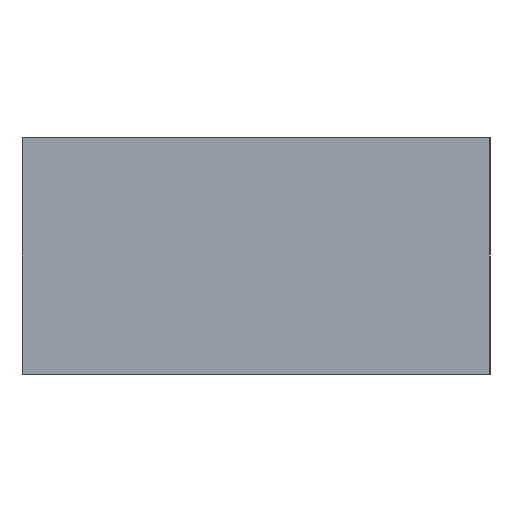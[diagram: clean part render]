
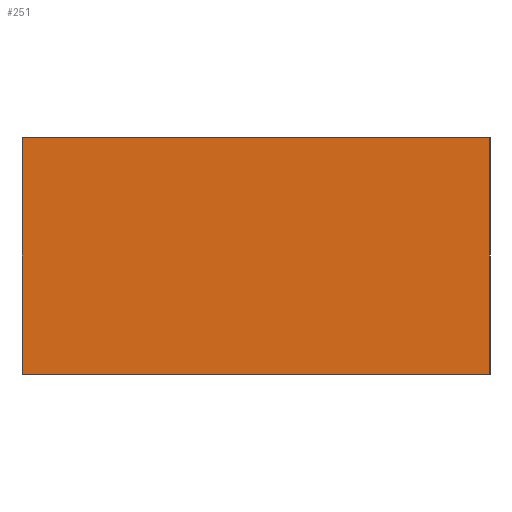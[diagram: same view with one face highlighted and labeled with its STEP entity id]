
A CAD part, left-side view. The second image highlights one B-rep face of the part: STEP entity #251.
In plain terms, the highlighted planar face has unit normal (-1, 0, 0).
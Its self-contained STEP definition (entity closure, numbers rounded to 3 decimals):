
#31=FACE_OUTER_BOUND('',#46,.T.);
#46=EDGE_LOOP('',(#210,#211,#212,#213));
#58=LINE('',#374,#87);
#72=LINE('',#409,#101);
#75=LINE('',#415,#104);
#76=LINE('',#416,#105);
#87=VECTOR('',#303,10.);
#101=VECTOR('',#337,10.);
#104=VECTOR('',#342,10.);
#105=VECTOR('',#343,10.);
#115=VERTEX_POINT('',#372);
#116=VERTEX_POINT('',#373);
#127=VERTEX_POINT('',#408);
#129=VERTEX_POINT('',#414);
#138=EDGE_CURVE('',#115,#116,#58,.T.);
#156=EDGE_CURVE('',#127,#116,#72,.T.);
#159=EDGE_CURVE('',#129,#115,#75,.T.);
#160=EDGE_CURVE('',#129,#127,#76,.T.);
#210=ORIENTED_EDGE('',*,*,#159,.F.);
#211=ORIENTED_EDGE('',*,*,#160,.T.);
#212=ORIENTED_EDGE('',*,*,#156,.T.);
#213=ORIENTED_EDGE('',*,*,#138,.F.);
#238=PLANE('',#283);
#251=ADVANCED_FACE('',(#31),#238,.T.);
#283=AXIS2_PLACEMENT_3D('',#413,#340,#341);
#303=DIRECTION('',(0.,-1.,0.));
#337=DIRECTION('',(0.,0.,1.));
#340=DIRECTION('center_axis',(-1.,0.,0.));
#341=DIRECTION('ref_axis',(0.,-1.,0.));
#342=DIRECTION('',(0.,0.,1.));
#343=DIRECTION('',(0.,-1.,0.));
#372=CARTESIAN_POINT('',(-27.25,11.2,11.3));
#373=CARTESIAN_POINT('',(-27.25,-11.2,11.3));
#374=CARTESIAN_POINT('',(-27.25,11.2,11.3));
#408=CARTESIAN_POINT('',(-27.25,-11.2,0.));
#409=CARTESIAN_POINT('',(-27.25,-11.2,0.));
#413=CARTESIAN_POINT('Origin',(-27.25,11.2,0.));
#414=CARTESIAN_POINT('',(-27.25,11.2,0.));
#415=CARTESIAN_POINT('',(-27.25,11.2,0.));
#416=CARTESIAN_POINT('',(-27.25,11.2,0.));
